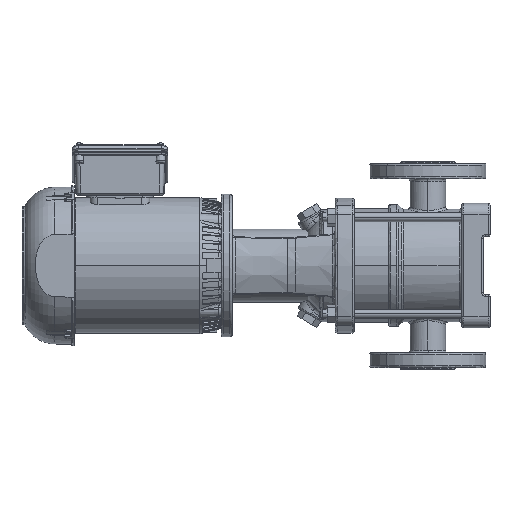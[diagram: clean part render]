
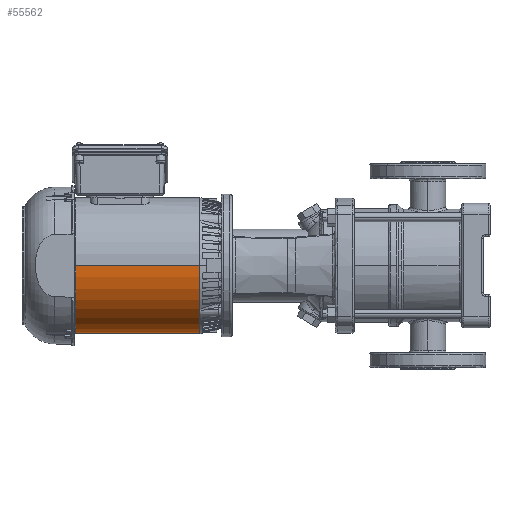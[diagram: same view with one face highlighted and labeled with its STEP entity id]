
A CAD part, left-side view. The second image highlights one B-rep face of the part: STEP entity #55562.
In plain terms, the highlighted cylindrical face has radius 81.875 mm (diameter 163.75 mm), a partial arc.
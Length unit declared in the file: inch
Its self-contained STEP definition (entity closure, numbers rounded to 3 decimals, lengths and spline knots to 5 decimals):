
#987 = EDGE_CURVE ( 'NONE', #88253, #40303, #38123, .T. ) ;
#8247 = EDGE_CURVE ( 'NONE', #10183, #40303, #102883, .T. ) ;
#8604 = DIRECTION ( 'NONE',  ( 1., 0., 0. ) ) ;
#8973 = AXIS2_PLACEMENT_3D ( 'NONE', #16258, #8604, #51200 ) ;
#9817 = CYLINDRICAL_SURFACE ( 'NONE', #97446, 3.22343 ) ;
#10183 = VERTEX_POINT ( 'NONE', #49809 ) ;
#16258 = CARTESIAN_POINT ( 'NONE',  ( -3.46566, 0.03355, 0. ) ) ;
#16703 = VECTOR ( 'NONE', #64503, 39.37008 ) ;
#18026 = FACE_OUTER_BOUND ( 'NONE', #22797, .T. ) ;
#21440 = DIRECTION ( 'NONE',  ( 0., 1., 0. ) ) ;
#22386 = ORIENTED_EDGE ( 'NONE', *, *, #987, .T. ) ;
#22797 = EDGE_LOOP ( 'NONE', ( #79568, #22386, #49648, #26946 ) ) ;
#26946 = ORIENTED_EDGE ( 'NONE', *, *, #104189, .T. ) ;
#29990 = CARTESIAN_POINT ( 'NONE',  ( 2.43986, 0.03355, -3.22343 ) ) ;
#38123 = CIRCLE ( 'NONE', #89009, 3.22343 ) ;
#40303 = VERTEX_POINT ( 'NONE', #47449 ) ;
#43136 = DIRECTION ( 'NONE',  ( -1., 0., 0. ) ) ;
#45569 = VERTEX_POINT ( 'NONE', #71805 ) ;
#47449 = CARTESIAN_POINT ( 'NONE',  ( 2.43986, -3.18987, 0. ) ) ;
#49648 = ORIENTED_EDGE ( 'NONE', *, *, #8247, .F. ) ;
#49809 = CARTESIAN_POINT ( 'NONE',  ( -3.46566, -3.18987, 0. ) ) ;
#51200 = DIRECTION ( 'NONE',  ( 0., -1., 0. ) ) ;
#55225 = LINE ( 'NONE', #90711, #16703 ) ;
#55562 = ADVANCED_FACE ( 'NONE', ( #18026 ), #9817, .T. ) ;
#56243 = VECTOR ( 'NONE', #102345, 39.37008 ) ;
#62972 = DIRECTION ( 'NONE',  ( -1., 0., 0. ) ) ;
#64503 = DIRECTION ( 'NONE',  ( -1., 0., 0. ) ) ;
#68490 = CARTESIAN_POINT ( 'NONE',  ( 23.27349, -3.18987, 0. ) ) ;
#71805 = CARTESIAN_POINT ( 'NONE',  ( -3.46566, 0.03355, -3.22343 ) ) ;
#75904 = EDGE_CURVE ( 'NONE', #88253, #45569, #55225, .T. ) ;
#79568 = ORIENTED_EDGE ( 'NONE', *, *, #75904, .F. ) ;
#88253 = VERTEX_POINT ( 'NONE', #29990 ) ;
#89009 = AXIS2_PLACEMENT_3D ( 'NONE', #96826, #62972, #21440 ) ;
#90711 = CARTESIAN_POINT ( 'NONE',  ( 23.27349, 0.03355, -3.22343 ) ) ;
#93943 = CARTESIAN_POINT ( 'NONE',  ( 23.27349, 0.03355, 0. ) ) ;
#96826 = CARTESIAN_POINT ( 'NONE',  ( 2.43986, 0.03355, 0. ) ) ;
#97446 = AXIS2_PLACEMENT_3D ( 'NONE', #93943, #43136, #105909 ) ;
#102345 = DIRECTION ( 'NONE',  ( 1., 0., 0. ) ) ;
#102883 = LINE ( 'NONE', #68490, #56243 ) ;
#104189 = EDGE_CURVE ( 'NONE', #10183, #45569, #106688, .T. ) ;
#105909 = DIRECTION ( 'NONE',  ( 0., 0., 1. ) ) ;
#106688 = CIRCLE ( 'NONE', #8973, 3.22343 ) ;
